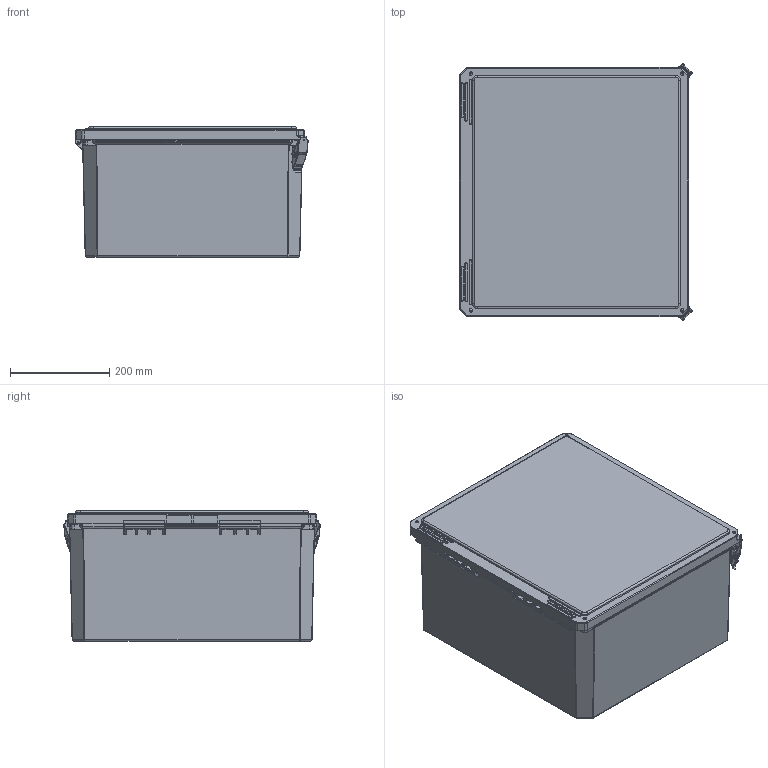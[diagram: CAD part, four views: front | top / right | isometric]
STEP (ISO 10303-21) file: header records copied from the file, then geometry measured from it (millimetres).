
FILE_DESCRIPTION(/* description */ (''),/* implementation_level */ '2;1');
FILE_NAME(/* name */ 'HW-181610CHQR.stp',/* time_stamp */ '2014-03-12T14:52:12-05:00',/* author */ ('pmescher'),/* organization */ (''),/* preprocessor_version */ 'ST-DEVELOPER v15.2',/* originating_system */ 'Autodesk Inventor 2014',/* authorisation */ '');
FILE_SCHEMA (('AUTOMOTIVE_DESIGN { 1 0 10303 214 3 1 1 }'));
Products named in the file (17): DS181610BOX; BRASS INSERT-(; BRASS INSERT-(_1; BRASS INSERT-(_2; AT40005; Part1; Part2; LATCH HINGE; LATCH -1 Assembly; RMHINGAT40006-04; DS181610CVR; GA1816; WP1816HLU; BRASS INSERT-(_3; DS COVER  BUSH; 2016 Vanity Plug; DS181610HPL_STP
Bounding box: 468.36 x 516.85 x 262.67 mm (x, y, z)
Volume: 4265056.2 mm3; surface area: 1924482.9 mm2
Topology: 35 solids, 35 shells, 2616 faces, 6505 edges, 3876 vertices
Faces by surface type: cylinder 1046, plane 914, bspline 387, torus 153, sphere 60, cone 56
Full cylindrical faces by diameter (mm): 3.429 x20, 3.48 x4, 3.81 x4, 3.861 x8, 3.962 x16, 5.3 x4, 5.563 x2, 5.766 x2, 6.248 x16, 6.401 x4, 6.426 x4, 7.62 x4, 7.937 x1, 7.938 x1, 9.525 x2, 11.049 x2
Entity records: 84798 total; most frequent: CARTESIAN_POINT 32358, DIRECTION 11173, ORIENTED_EDGE 10734, EDGE_CURVE 5367, AXIS2_PLACEMENT_3D 4249, VERTEX_POINT 3266, LINE 2675, VECTOR 2675
